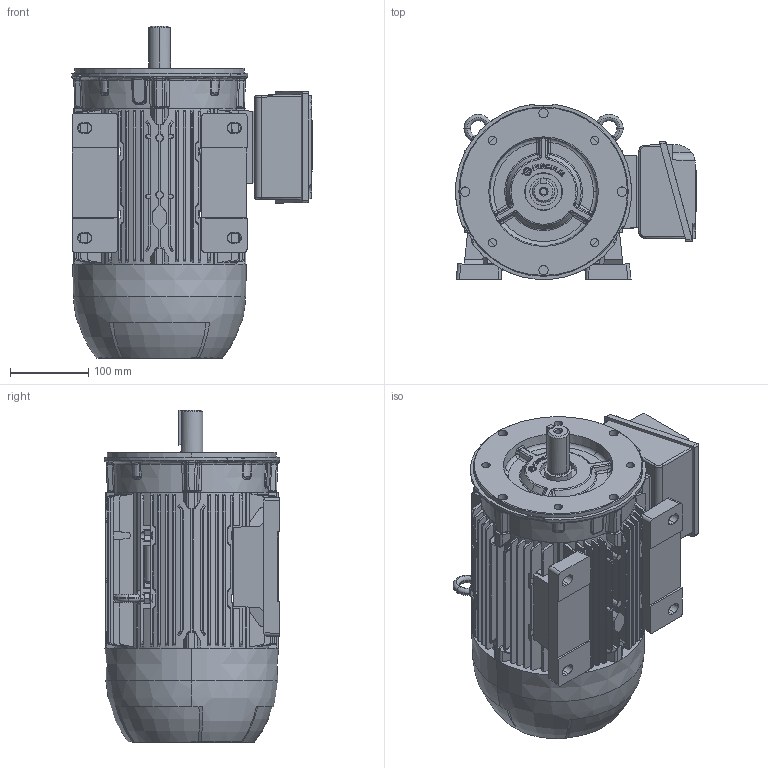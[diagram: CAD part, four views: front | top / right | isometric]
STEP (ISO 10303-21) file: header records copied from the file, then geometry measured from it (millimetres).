
FILE_DESCRIPTION (( 'STEP AP203' ), '1' );
FILE_NAME ('112L_CP_FC_LEFT.STEP', '2022-06-29T11:13:07', ( '' ), ( '' ), 'SwSTEP 2.0', 'SolidWorks 2020', '' );
FILE_SCHEMA (( 'CONFIG_CONTROL_DESIGN' ));
Length unit declared in the file: millimetre
Products named in the file (1): 112L_CP_FC_LEFT
Bounding box: 306.67 x 223.45 x 423.2 mm (x, y, z)
Surface area: 776703.1 mm2 (no closed solid volume)
Topology: 0 solids, 20 shells, 1846 faces, 5687 edges, 3808 vertices
Faces by surface type: plane 935, cylinder 373, cone 220, bspline 220, torus 96, sphere 2
Entity records: 73196 total; most frequent: CARTESIAN_POINT 27374, ORIENTED_EDGE 10105, DIRECTION 8214, EDGE_CURVE 5653, VERTEX_POINT 3808, VECTOR 2982, LINE 2982, AXIS2_PLACEMENT_3D 2616
